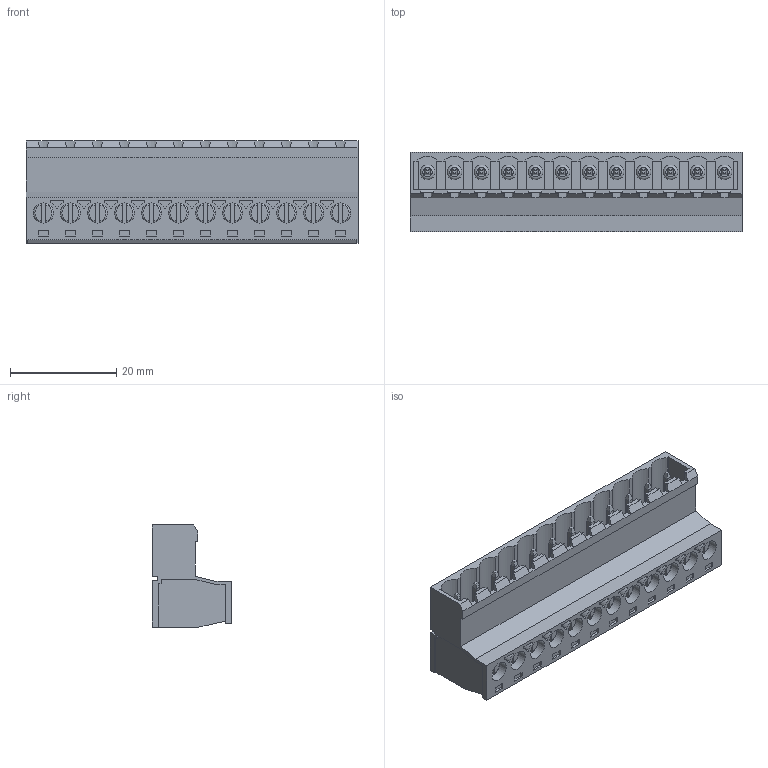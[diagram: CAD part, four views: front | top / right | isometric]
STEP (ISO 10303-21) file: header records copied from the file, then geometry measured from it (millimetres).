
FILE_DESCRIPTION( ( 'Unknown' ), '1' );
FILE_NAME( '691348500012.stp', 'Unknown', ( 'Unknown' ), ( 'Unknown' ), 'PSStep 18.0.17', 'Unknown', ' ' );
FILE_SCHEMA( ( 'AUTOMOTIVE_DESIGN { 1 0 10303 214 1 1 1 1 }' ) );
Length unit declared in the file: millimetre
Products named in the file (6): Assem1; 6913485000xx_PIN; 6913485000xx_CAGE; 6913485000xx_VISSE; 691348500012; 691348500012_CAPOT
Assembly tree (38 placements, depth 2):
  Assem1
    6913485000xx_PIN  x12
    6913485000xx_CAGE  x12
    6913485000xx_VISSE  x12
    691348500012
    691348500012_CAPOT
Bounding box: 62.46 x 15 x 19.2 mm (x, y, z)
Volume: 7467.7 mm3; surface area: 17526.6 mm2
Topology: 38 solids, 38 shells, 1745 faces, 4582 edges, 2972 vertices
Faces by surface type: plane 1426, cylinder 247, torus 48, cone 24
Full cylindrical faces by diameter (mm): 2.6 x12, 2.75 x12, 2.9 x24, 3.8 x24
Entity records: 46104 total; most frequent: CARTESIAN_POINT 6425, ORIENTED_EDGE 6232, DIRECTION 5876, EDGE_CURVE 3116, LINE 2794, VECTOR 2794, VERTEX_POINT 2066, AXIS2_PLACEMENT_3D 1541
